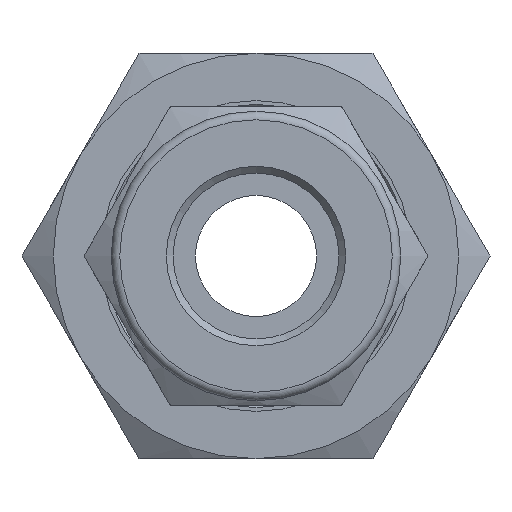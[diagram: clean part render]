
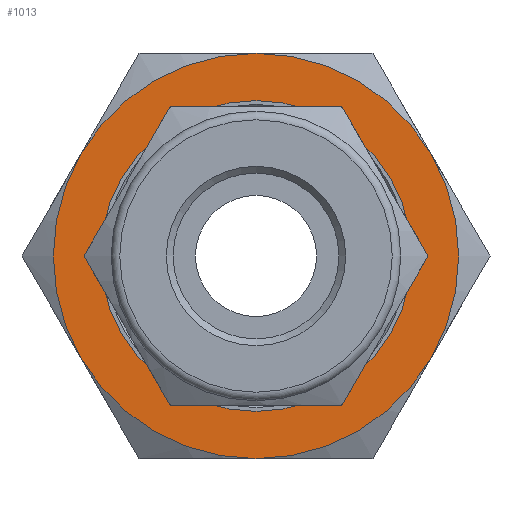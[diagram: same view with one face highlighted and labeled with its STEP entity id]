
A CAD part, left-side view. The second image highlights one B-rep face of the part: STEP entity #1013.
In plain terms, the highlighted planar face has unit normal (-1, 0, 0).
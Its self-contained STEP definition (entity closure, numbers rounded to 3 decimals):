
#68=FACE_BOUND('',#253,.T.);
#94=CIRCLE('',#1107,7.5);
#114=CIRCLE('',#1144,11.9);
#115=CIRCLE('',#1145,11.9);
#116=CIRCLE('',#1146,11.9);
#117=CIRCLE('',#1147,11.9);
#118=CIRCLE('',#1148,11.9);
#119=CIRCLE('',#1149,11.9);
#178=FACE_OUTER_BOUND('',#252,.T.);
#252=EDGE_LOOP('',(#816,#817,#818,#819,#820,#821));
#253=EDGE_LOOP('',(#822));
#449=VERTEX_POINT('',#1659);
#466=VERTEX_POINT('',#1723);
#467=VERTEX_POINT('',#1724);
#468=VERTEX_POINT('',#1726);
#469=VERTEX_POINT('',#1728);
#470=VERTEX_POINT('',#1730);
#471=VERTEX_POINT('',#1732);
#557=EDGE_CURVE('',#449,#449,#94,.T.);
#587=EDGE_CURVE('',#466,#467,#114,.T.);
#588=EDGE_CURVE('',#468,#466,#115,.T.);
#589=EDGE_CURVE('',#469,#468,#116,.T.);
#590=EDGE_CURVE('',#470,#469,#117,.T.);
#591=EDGE_CURVE('',#471,#470,#118,.T.);
#592=EDGE_CURVE('',#467,#471,#119,.T.);
#816=ORIENTED_EDGE('',*,*,#587,.F.);
#817=ORIENTED_EDGE('',*,*,#588,.F.);
#818=ORIENTED_EDGE('',*,*,#589,.F.);
#819=ORIENTED_EDGE('',*,*,#590,.F.);
#820=ORIENTED_EDGE('',*,*,#591,.F.);
#821=ORIENTED_EDGE('',*,*,#592,.F.);
#822=ORIENTED_EDGE('',*,*,#557,.T.);
#967=PLANE('',#1143);
#1013=ADVANCED_FACE('',(#178,#68),#967,.T.);
#1107=AXIS2_PLACEMENT_3D('',#1660,#1306,#1307);
#1143=AXIS2_PLACEMENT_3D('',#1722,#1388,#1389);
#1144=AXIS2_PLACEMENT_3D('',#1725,#1390,#1391);
#1145=AXIS2_PLACEMENT_3D('',#1727,#1392,#1393);
#1146=AXIS2_PLACEMENT_3D('',#1729,#1394,#1395);
#1147=AXIS2_PLACEMENT_3D('',#1731,#1396,#1397);
#1148=AXIS2_PLACEMENT_3D('',#1733,#1398,#1399);
#1149=AXIS2_PLACEMENT_3D('',#1734,#1400,#1401);
#1306=DIRECTION('center_axis',(1.,0.,0.));
#1307=DIRECTION('ref_axis',(0.,1.,0.));
#1388=DIRECTION('center_axis',(-1.,0.,0.));
#1389=DIRECTION('ref_axis',(0.,0.,1.));
#1390=DIRECTION('center_axis',(1.,0.,0.));
#1391=DIRECTION('ref_axis',(0.,0.,-1.));
#1392=DIRECTION('center_axis',(1.,0.,0.));
#1393=DIRECTION('ref_axis',(0.,0.,-1.));
#1394=DIRECTION('center_axis',(1.,0.,0.));
#1395=DIRECTION('ref_axis',(0.,0.,-1.));
#1396=DIRECTION('center_axis',(1.,0.,0.));
#1397=DIRECTION('ref_axis',(0.,0.,-1.));
#1398=DIRECTION('center_axis',(1.,0.,0.));
#1399=DIRECTION('ref_axis',(0.,0.,-1.));
#1400=DIRECTION('center_axis',(1.,0.,0.));
#1401=DIRECTION('ref_axis',(0.,0.,-1.));
#1659=CARTESIAN_POINT('',(19.414,-7.5,0.));
#1660=CARTESIAN_POINT('Origin',(19.414,0.,0.));
#1722=CARTESIAN_POINT('Origin',(19.414,11.9,0.));
#1723=CARTESIAN_POINT('',(19.414,10.306,-5.95));
#1724=CARTESIAN_POINT('',(19.414,10.306,5.95));
#1725=CARTESIAN_POINT('Origin',(19.414,0.,0.));
#1726=CARTESIAN_POINT('',(19.414,0.,-11.9));
#1727=CARTESIAN_POINT('Origin',(19.414,0.,0.));
#1728=CARTESIAN_POINT('',(19.414,-10.306,-5.95));
#1729=CARTESIAN_POINT('Origin',(19.414,0.,0.));
#1730=CARTESIAN_POINT('',(19.414,-10.306,5.95));
#1731=CARTESIAN_POINT('Origin',(19.414,0.,0.));
#1732=CARTESIAN_POINT('',(19.414,0.,11.9));
#1733=CARTESIAN_POINT('Origin',(19.414,0.,0.));
#1734=CARTESIAN_POINT('Origin',(19.414,0.,0.));
